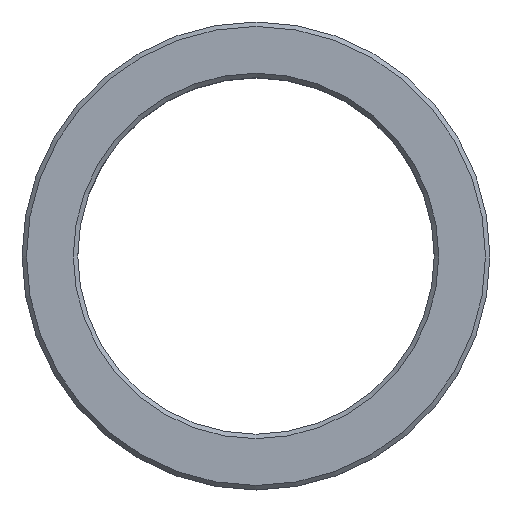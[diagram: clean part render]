
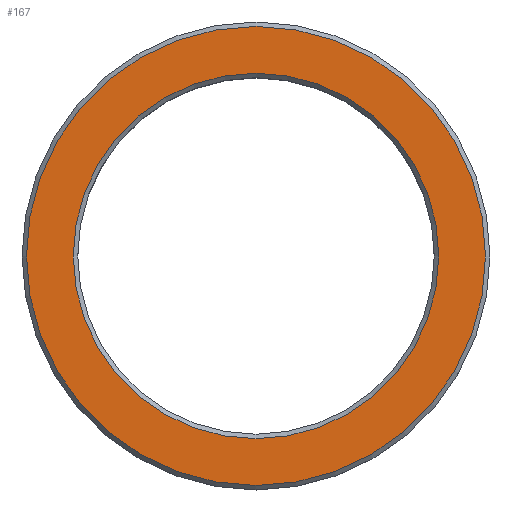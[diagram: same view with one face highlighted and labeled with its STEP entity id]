
A CAD part, top view. The second image highlights one B-rep face of the part: STEP entity #167.
In plain terms, the highlighted planar face has unit normal (0, 0, 1).
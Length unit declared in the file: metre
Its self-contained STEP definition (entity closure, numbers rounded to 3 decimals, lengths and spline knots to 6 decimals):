
#167=ADVANCED_FACE('',(#211,#212),#213,.T.);
#211=FACE_BOUND('',#3205,.T.);
#212=FACE_OUTER_BOUND('',#3206,.T.);
#213=PLANE('',#3207);
#3205=EDGE_LOOP('',(#6238));
#3206=EDGE_LOOP('',(#6239));
#3207=AXIS2_PLACEMENT_3D('',#6240,#6241,#6242);
#6238=ORIENTED_EDGE('',*,*,#6275,.T.);
#6239=ORIENTED_EDGE('',*,*,#6266,.F.);
#6240=CARTESIAN_POINT('',(0.0515,0.0,0.04));
#6241=DIRECTION('',(0.0,0.,1.0));
#6242=DIRECTION('',(0.0,-1.0,0.));
#6266=EDGE_CURVE('',#6300,#6300,#6301,.T.);
#6275=EDGE_CURVE('',#6318,#6318,#6319,.T.);
#6300=VERTEX_POINT('',#6572);
#6301=CIRCLE('',#6573,0.0515);
#6318=VERTEX_POINT('',#6590);
#6319=CIRCLE('',#6591,0.041);
#6572=CARTESIAN_POINT('',(0.0,0.0515,0.04));
#6573=AXIS2_PLACEMENT_3D('',#6614,#6615,#6616);
#6590=CARTESIAN_POINT('',(0.0,0.041,0.04));
#6591=AXIS2_PLACEMENT_3D('',#6641,#6642,#6643);
#6614=CARTESIAN_POINT('',(0.0,0.0,0.04));
#6615=DIRECTION('',(0.0,0.,-1.0));
#6616=DIRECTION('',(0.0,1.0,0.));
#6641=CARTESIAN_POINT('',(0.0,0.0,0.04));
#6642=DIRECTION('',(0.0,0.,-1.0));
#6643=DIRECTION('',(0.0,1.0,0.));
